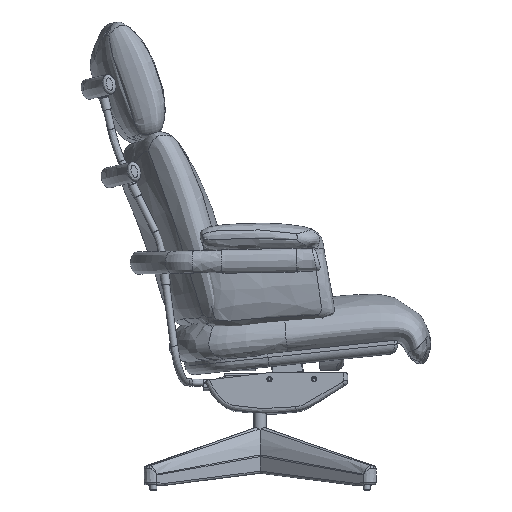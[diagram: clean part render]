
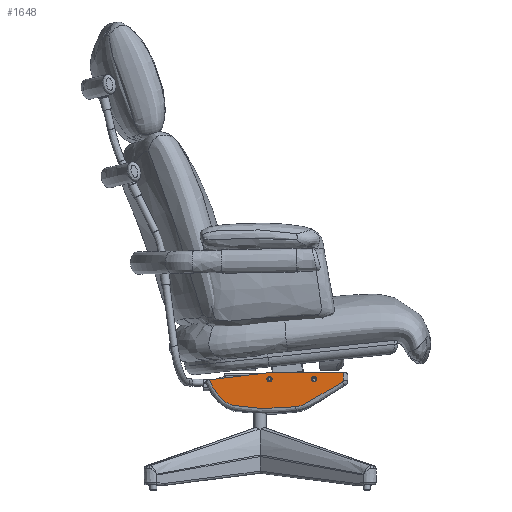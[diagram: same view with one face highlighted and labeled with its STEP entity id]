
A CAD part, left-side view. The second image highlights one B-rep face of the part: STEP entity #1648.
In plain terms, the highlighted planar face has unit normal (-1, 0, 0).
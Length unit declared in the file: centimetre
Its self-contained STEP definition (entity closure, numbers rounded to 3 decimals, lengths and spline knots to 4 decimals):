
#31=FACE_BOUND('',#2821,.T.);
#32=FACE_BOUND('',#2822,.T.);
#622=B_SPLINE_CURVE_WITH_KNOTS('',1,(#21804,#21805),.UNSPECIFIED.,.F.,.F.,
(2,2),(0.,17.1708),.UNSPECIFIED.);
#1648=ADVANCED_FACE('',(#2226,#31,#32),#8620,.T.);
#2226=FACE_OUTER_BOUND('',#2820,.T.);
#2820=EDGE_LOOP('',(#4911,#4912,#4913,#4914,#4915,#4916));
#2821=EDGE_LOOP('',(#4917));
#2822=EDGE_LOOP('',(#4918));
#4911=ORIENTED_EDGE('',*,*,#6558,.F.);
#4912=ORIENTED_EDGE('',*,*,#6586,.F.);
#4913=ORIENTED_EDGE('',*,*,#6574,.F.);
#4914=ORIENTED_EDGE('',*,*,#6570,.F.);
#4915=ORIENTED_EDGE('',*,*,#6568,.F.);
#4916=ORIENTED_EDGE('',*,*,#6567,.F.);
#4917=ORIENTED_EDGE('',*,*,#6582,.F.);
#4918=ORIENTED_EDGE('',*,*,#6585,.F.);
#6558=EDGE_CURVE('',#8255,#8260,#7497,.T.);
#6567=EDGE_CURVE('',#8260,#8269,#622,.T.);
#6568=EDGE_CURVE('',#8269,#8271,#7506,.T.);
#6570=EDGE_CURVE('',#8271,#8270,#7508,.T.);
#6574=EDGE_CURVE('',#8270,#8258,#7510,.T.);
#6582=EDGE_CURVE('',#8273,#8273,#7517,.T.);
#6585=EDGE_CURVE('',#8275,#8275,#7520,.T.);
#6586=EDGE_CURVE('',#8258,#8255,#7521,.T.);
#7497=(
BOUNDED_CURVE()
B_SPLINE_CURVE(2,(#21769,#21770,#21771),.UNSPECIFIED.,.F.,.F.)
B_SPLINE_CURVE_WITH_KNOTS((3,3),(1472.9206,1639.1913),
 .UNSPECIFIED.)
CURVE()
GEOMETRIC_REPRESENTATION_ITEM()
RATIONAL_B_SPLINE_CURVE((1.,1.,1.))
REPRESENTATION_ITEM('')
);
#7506=(
BOUNDED_CURVE()
B_SPLINE_CURVE(2,(#21806,#21807,#21808),.UNSPECIFIED.,.F.,.F.)
B_SPLINE_CURVE_WITH_KNOTS((3,3),(0.,4.9341),.UNSPECIFIED.)
CURVE()
GEOMETRIC_REPRESENTATION_ITEM()
RATIONAL_B_SPLINE_CURVE((1.,0.881,1.))
REPRESENTATION_ITEM('')
);
#7508=(
BOUNDED_CURVE()
B_SPLINE_CURVE(3,(#21812,#21813,#21814,#21815,#21816,#21817,#21818),
 .UNSPECIFIED.,.F.,.F.)
B_SPLINE_CURVE_WITH_KNOTS((4,3,4),(0.,85.2665,
119.6203),.UNSPECIFIED.)
CURVE()
GEOMETRIC_REPRESENTATION_ITEM()
RATIONAL_B_SPLINE_CURVE((1.,1.,1.,1.,1.,1.,1.))
REPRESENTATION_ITEM('')
);
#7510=(
BOUNDED_CURVE()
B_SPLINE_CURVE(3,(#21846,#21847,#21848,#21849,#21850,#21851,#21852,#21853,
#21854,#21855,#21856,#21857,#21858,#21859,#21860,#21861,#21862,#21863,#21864,
#21865,#21866,#21867,#21868,#21869,#21870,#21871,#21872,#21873,#21874,#21875,
#21876),.UNSPECIFIED.,.F.,.F.)
B_SPLINE_CURVE_WITH_KNOTS((4,3,3,3,3,3,3,3,3,3,4),(0.1033,25.4566,
50.9131,54.2356,57.558,135.432,156.9041,
167.3904,177.8767,222.4687,223.1735),
 .UNSPECIFIED.)
CURVE()
GEOMETRIC_REPRESENTATION_ITEM()
RATIONAL_B_SPLINE_CURVE((1.,1.,1.,1.,1.,1.,1.,1.,1.,1.,1.,
1.,1.,1.,1.,1.,1.,1.,1.,1.,1.,1.,1.,1.,1.,
1.,1.,1.,1.,1.,1.))
REPRESENTATION_ITEM('')
);
#7517=(
BOUNDED_CURVE()
B_SPLINE_CURVE(2,(#21911,#21912,#21913,#21914,#21915,#21916,#21917,#21918,
#21919),.UNSPECIFIED.,.T.,.F.)
B_SPLINE_CURVE_WITH_KNOTS((3,2,2,2,3),(0.,9.4248,18.8496,
28.2743,37.6991),.UNSPECIFIED.)
CURVE()
GEOMETRIC_REPRESENTATION_ITEM()
RATIONAL_B_SPLINE_CURVE((1.,0.707,1.,0.707,1.,0.707,
1.,0.707,1.))
REPRESENTATION_ITEM('')
);
#7520=(
BOUNDED_CURVE()
B_SPLINE_CURVE(2,(#21931,#21932,#21933,#21934,#21935,#21936,#21937,#21938,
#21939),.UNSPECIFIED.,.T.,.F.)
B_SPLINE_CURVE_WITH_KNOTS((3,2,2,2,3),(0.,9.4248,18.8496,
28.2743,37.6991),.UNSPECIFIED.)
CURVE()
GEOMETRIC_REPRESENTATION_ITEM()
RATIONAL_B_SPLINE_CURVE((1.,0.707,1.,0.707,1.,0.707,
1.,0.707,1.))
REPRESENTATION_ITEM('')
);
#7521=(
BOUNDED_CURVE()
B_SPLINE_CURVE(2,(#21940,#21941,#21942),.UNSPECIFIED.,.F.,.F.)
B_SPLINE_CURVE_WITH_KNOTS((3,3),(1397.8267,1472.9206),
 .UNSPECIFIED.)
CURVE()
GEOMETRIC_REPRESENTATION_ITEM()
RATIONAL_B_SPLINE_CURVE((1.,1.,1.))
REPRESENTATION_ITEM('')
);
#8255=VERTEX_POINT('',#21719);
#8258=VERTEX_POINT('',#21722);
#8260=VERTEX_POINT('',#21724);
#8269=VERTEX_POINT('',#21733);
#8270=VERTEX_POINT('',#21734);
#8271=VERTEX_POINT('',#21735);
#8273=VERTEX_POINT('',#21737);
#8275=VERTEX_POINT('',#21739);
#8620=PLANE('',#9153);
#9153=AXIS2_PLACEMENT_3D('',#21549,#9511,$);
#9511=DIRECTION('',(-1.,0.,0.));
#21549=CARTESIAN_POINT('',(-8.9,7.1134,-17.5978));
#21719=CARTESIAN_POINT('',(-8.9,28.77,-7.3459));
#21722=CARTESIAN_POINT('',(-8.9,42.3492,-8.9581));
#21724=CARTESIAN_POINT('',(-8.9,12.143,-7.3459));
#21733=CARTESIAN_POINT('',(-8.9,12.143,-9.063));
#21734=CARTESIAN_POINT('',(-8.9,22.8832,-15.0261));
#21735=CARTESIAN_POINT('',(-8.9,12.3673,-9.4801));
#21737=CARTESIAN_POINT('',(-8.9,29.3425,-8.8302));
#21739=CARTESIAN_POINT('',(-8.9,19.3425,-8.8302));
#21769=CARTESIAN_POINT('',(-8.9,28.77,-7.3459));
#21770=CARTESIAN_POINT('',(-8.9,20.4565,-7.3459));
#21771=CARTESIAN_POINT('',(-8.9,12.143,-7.3459));
#21804=CARTESIAN_POINT('',(-8.9,12.143,-7.3459));
#21805=CARTESIAN_POINT('',(-8.9,12.143,-9.063));
#21806=CARTESIAN_POINT('',(-8.9,12.143,-9.063));
#21807=CARTESIAN_POINT('',(-8.9,12.143,-9.3319));
#21808=CARTESIAN_POINT('',(-8.9,12.3673,-9.4801));
#21812=CARTESIAN_POINT('',(-8.9,12.3673,-9.4801));
#21813=CARTESIAN_POINT('',(-8.9,14.7385,-11.0471));
#21814=CARTESIAN_POINT('',(-8.9,17.17,-12.5228));
#21815=CARTESIAN_POINT('',(-8.9,19.6543,-13.9037));
#21816=CARTESIAN_POINT('',(-8.9,20.6552,-14.4604));
#21817=CARTESIAN_POINT('',(-8.9,21.7534,-14.84));
#21818=CARTESIAN_POINT('',(-8.9,22.8832,-15.0261));
#21846=CARTESIAN_POINT('',(-8.9,22.8832,-15.0261));
#21847=CARTESIAN_POINT('',(-8.9,23.7199,-15.1455));
#21848=CARTESIAN_POINT('',(-8.9,24.56,-15.2402));
#21849=CARTESIAN_POINT('',(-8.9,25.4022,-15.3103));
#21850=CARTESIAN_POINT('',(-8.9,26.2479,-15.3806));
#21851=CARTESIAN_POINT('',(-8.9,27.0956,-15.4261));
#21852=CARTESIAN_POINT('',(-8.9,27.9439,-15.4465));
#21853=CARTESIAN_POINT('',(-8.9,28.0546,-15.4492));
#21854=CARTESIAN_POINT('',(-8.9,28.1653,-15.4514));
#21855=CARTESIAN_POINT('',(-8.9,28.276,-15.4532));
#21856=CARTESIAN_POINT('',(-8.9,28.3868,-15.455));
#21857=CARTESIAN_POINT('',(-8.9,28.4975,-15.4563));
#21858=CARTESIAN_POINT('',(-8.9,28.6083,-15.4573));
#21859=CARTESIAN_POINT('',(-8.9,31.204,-15.4786));
#21860=CARTESIAN_POINT('',(-8.9,33.8015,-15.272));
#21861=CARTESIAN_POINT('',(-8.9,36.3612,-14.8404));
#21862=CARTESIAN_POINT('',(-8.9,37.067,-14.7218));
#21863=CARTESIAN_POINT('',(-8.9,37.7524,-14.4808));
#21864=CARTESIAN_POINT('',(-8.9,38.3757,-14.1288));
#21865=CARTESIAN_POINT('',(-8.9,38.68,-13.9569));
#21866=CARTESIAN_POINT('',(-8.9,38.9695,-13.7586));
#21867=CARTESIAN_POINT('',(-8.9,39.2394,-13.5365));
#21868=CARTESIAN_POINT('',(-8.9,39.5093,-13.3143));
#21869=CARTESIAN_POINT('',(-8.9,39.7594,-13.0683));
#21870=CARTESIAN_POINT('',(-8.9,39.9854,-12.8015));
#21871=CARTESIAN_POINT('',(-8.9,40.9465,-11.6677));
#21872=CARTESIAN_POINT('',(-8.9,41.7391,-10.3906));
#21873=CARTESIAN_POINT('',(-8.9,42.3217,-9.023));
#21874=CARTESIAN_POINT('',(-8.9,42.3309,-9.0014));
#21875=CARTESIAN_POINT('',(-8.9,42.3401,-8.9797));
#21876=CARTESIAN_POINT('',(-8.9,42.3492,-8.9581));
#21911=CARTESIAN_POINT('',(-8.9,29.3425,-8.8302));
#21912=CARTESIAN_POINT('',(-8.9,29.3425,-9.4302));
#21913=CARTESIAN_POINT('',(-8.9,28.7425,-9.4302));
#21914=CARTESIAN_POINT('',(-8.9,28.1425,-9.4302));
#21915=CARTESIAN_POINT('',(-8.9,28.1425,-8.8302));
#21916=CARTESIAN_POINT('',(-8.9,28.1425,-8.2302));
#21917=CARTESIAN_POINT('',(-8.9,28.7425,-8.2302));
#21918=CARTESIAN_POINT('',(-8.9,29.3425,-8.2302));
#21919=CARTESIAN_POINT('',(-8.9,29.3425,-8.8302));
#21931=CARTESIAN_POINT('',(-8.9,19.3425,-8.8302));
#21932=CARTESIAN_POINT('',(-8.9,19.3425,-9.4302));
#21933=CARTESIAN_POINT('',(-8.9,18.7425,-9.4302));
#21934=CARTESIAN_POINT('',(-8.9,18.1425,-9.4302));
#21935=CARTESIAN_POINT('',(-8.9,18.1425,-8.8302));
#21936=CARTESIAN_POINT('',(-8.9,18.1425,-8.2302));
#21937=CARTESIAN_POINT('',(-8.9,18.7425,-8.2302));
#21938=CARTESIAN_POINT('',(-8.9,19.3425,-8.2302));
#21939=CARTESIAN_POINT('',(-8.9,19.3425,-8.8302));
#21940=CARTESIAN_POINT('',(-8.9,42.3492,-8.9581));
#21941=CARTESIAN_POINT('',(-8.9,35.5596,-8.152));
#21942=CARTESIAN_POINT('',(-8.9,28.77,-7.3459));
